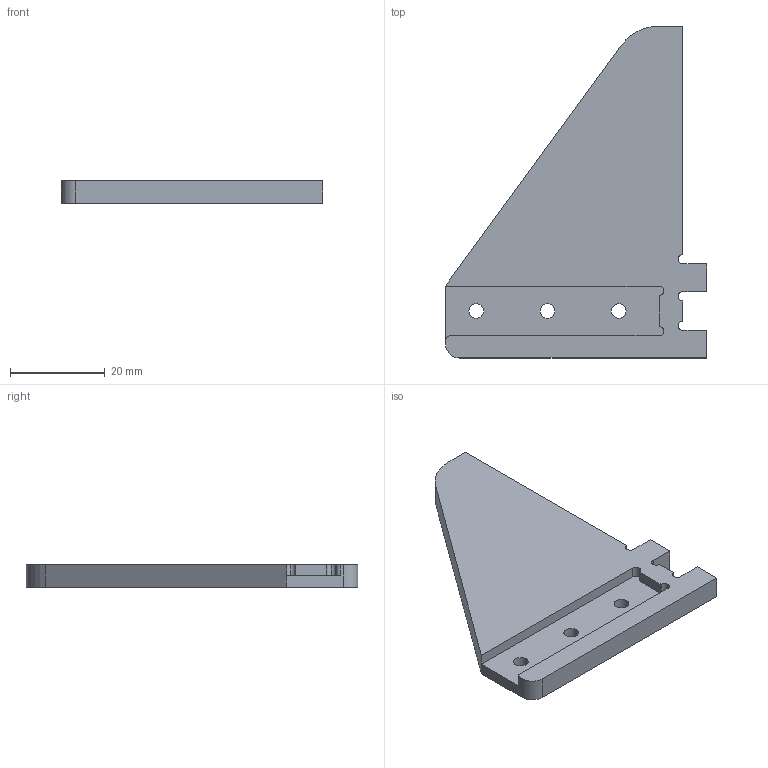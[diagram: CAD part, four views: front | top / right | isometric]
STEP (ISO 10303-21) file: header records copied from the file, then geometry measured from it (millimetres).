
FILE_DESCRIPTION (( 'STEP AP214' ), '1' );
FILE_NAME ('Cam_side_attach_outside_left_support.STEP', '2022-06-09T08:45:45', ( '' ), ( '' ), 'SwSTEP 2.0', 'SolidWorks 2017', '' );
FILE_SCHEMA (( 'AUTOMOTIVE_DESIGN' ));
Length unit declared in the file: millimetre
Products named in the file (1): Cam_side_attach_outside_left_support
Bounding box: 55 x 69.9 x 4.8 mm (x, y, z)
Volume: 10597.2 mm3; surface area: 6258.5 mm2
Topology: 1 solids, 1 shells, 33 faces, 92 edges, 61 vertices
Faces by surface type: plane 17, cylinder 16
Entity records: 1479 total; most frequent: DIRECTION 192, CARTESIAN_POINT 187, ORIENTED_EDGE 184, EDGE_CURVE 92, AXIS2_PLACEMENT_3D 66, VERTEX_POINT 61, LINE 60, VECTOR 60
